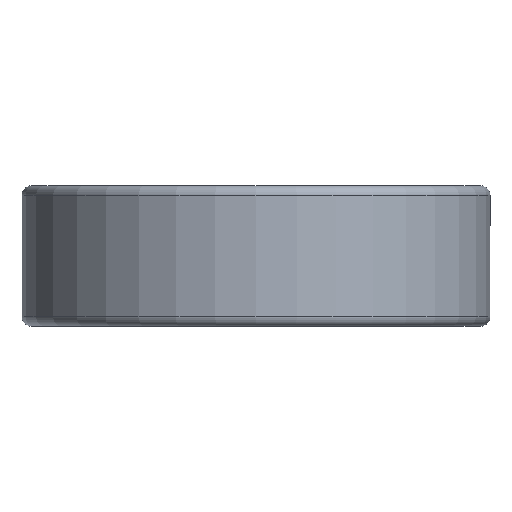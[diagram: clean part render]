
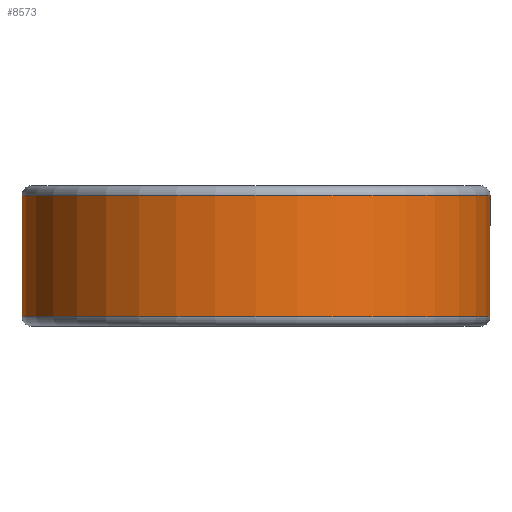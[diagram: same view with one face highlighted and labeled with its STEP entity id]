
A CAD part, left-side view. The second image highlights one B-rep face of the part: STEP entity #8573.
In plain terms, the highlighted cylindrical face has radius 15 mm (diameter 30 mm), a partial arc.
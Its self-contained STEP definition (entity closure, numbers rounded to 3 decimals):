
#152 = EDGE_LOOP ( 'NONE', ( #3936, #1630, #1433, #2363 ) ) ;
#195 = AXIS2_PLACEMENT_3D ( 'NONE', #5479, #2837, #3422 ) ;
#485 = DIRECTION ( 'NONE',  ( 0., 0., -1. ) ) ;
#510 = CARTESIAN_POINT ( 'NONE',  ( 0., 15., 0.6 ) ) ;
#772 = VECTOR ( 'NONE', #1915, 1000. ) ;
#1433 = ORIENTED_EDGE ( 'NONE', *, *, #2701, .T. ) ;
#1578 = EDGE_CURVE ( 'NONE', #3507, #5607, #7903, .T. ) ;
#1630 = ORIENTED_EDGE ( 'NONE', *, *, #5841, .T. ) ;
#1865 = DIRECTION ( 'NONE',  ( 0., 0., -1. ) ) ;
#1915 = DIRECTION ( 'NONE',  ( 0., 0., -1. ) ) ;
#1928 = VECTOR ( 'NONE', #485, 1000. ) ;
#2190 = VERTEX_POINT ( 'NONE', #5007 ) ;
#2266 = CARTESIAN_POINT ( 'NONE',  ( 0., 0., 8.4 ) ) ;
#2363 = ORIENTED_EDGE ( 'NONE', *, *, #1578, .F. ) ;
#2523 = LINE ( 'NONE', #3993, #772 ) ;
#2600 = CARTESIAN_POINT ( 'NONE',  ( 0., 0., 0.6 ) ) ;
#2701 = EDGE_CURVE ( 'NONE', #2190, #5607, #8079, .T. ) ;
#2837 = DIRECTION ( 'NONE',  ( 0., 0., -1. ) ) ;
#3033 = AXIS2_PLACEMENT_3D ( 'NONE', #2600, #1865, #7858 ) ;
#3422 = DIRECTION ( 'NONE',  ( 0., 1., 0. ) ) ;
#3507 = VERTEX_POINT ( 'NONE', #4640 ) ;
#3936 = ORIENTED_EDGE ( 'NONE', *, *, #7309, .F. ) ;
#3993 = CARTESIAN_POINT ( 'NONE',  ( 0., -15., 0. ) ) ;
#4103 = CIRCLE ( 'NONE', #4776, 15. ) ;
#4640 = CARTESIAN_POINT ( 'NONE',  ( 0., -15., 0.6 ) ) ;
#4776 = AXIS2_PLACEMENT_3D ( 'NONE', #2266, #7646, #7023 ) ;
#5007 = CARTESIAN_POINT ( 'NONE',  ( 0., 15., 8.4 ) ) ;
#5479 = CARTESIAN_POINT ( 'NONE',  ( 0., 0., 0. ) ) ;
#5607 = VERTEX_POINT ( 'NONE', #510 ) ;
#5841 = EDGE_CURVE ( 'NONE', #8146, #2190, #4103, .T. ) ;
#6870 = FACE_OUTER_BOUND ( 'NONE', #152, .T. ) ;
#7023 = DIRECTION ( 'NONE',  ( 0., 1., 0. ) ) ;
#7066 = CARTESIAN_POINT ( 'NONE',  ( 0., -15., 8.4 ) ) ;
#7309 = EDGE_CURVE ( 'NONE', #8146, #3507, #2523, .T. ) ;
#7646 = DIRECTION ( 'NONE',  ( 0., 0., -1. ) ) ;
#7858 = DIRECTION ( 'NONE',  ( 0., 1., 0. ) ) ;
#7903 = CIRCLE ( 'NONE', #3033, 15. ) ;
#8079 = LINE ( 'NONE', #8436, #1928 ) ;
#8146 = VERTEX_POINT ( 'NONE', #7066 ) ;
#8236 = CYLINDRICAL_SURFACE ( 'NONE', #195, 15. ) ;
#8436 = CARTESIAN_POINT ( 'NONE',  ( 0., 15., 0. ) ) ;
#8573 = ADVANCED_FACE ( 'NONE', ( #6870 ), #8236, .T. ) ;
